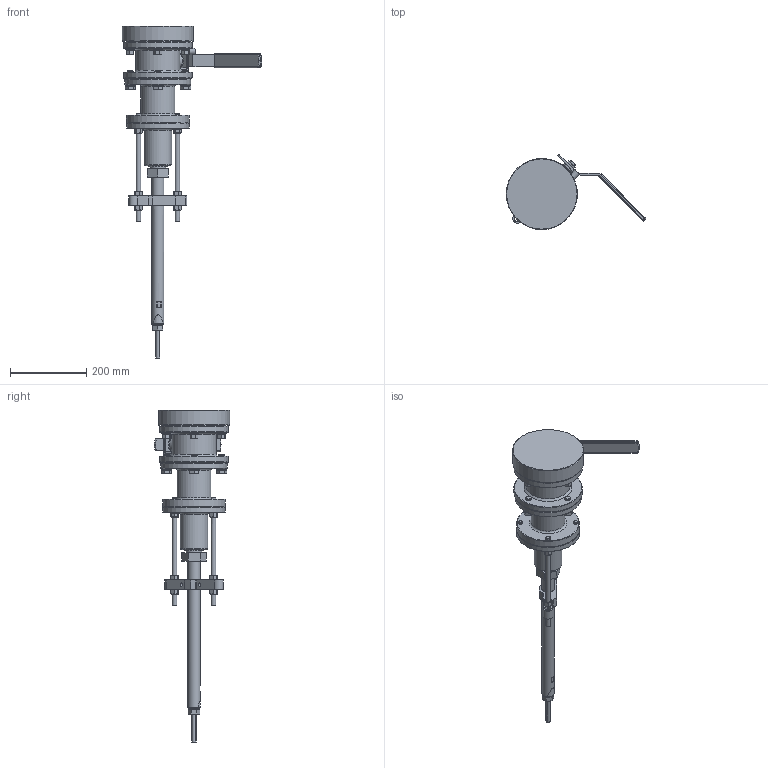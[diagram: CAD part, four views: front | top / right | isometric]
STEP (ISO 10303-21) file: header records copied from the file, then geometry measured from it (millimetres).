
FILE_DESCRIPTION (( 'STEP AP214' ), '1' );
FILE_NAME ('SB-60-SA with sensor in upper pos Customer version.STEP', '2018-06-19T07:53:42', ( '' ), ( '' ), 'SwSTEP 2.0', 'SolidWorks 2018', '' );
FILE_SCHEMA (( 'AUTOMOTIVE_DESIGN' ));
Length unit declared in the file: millimetre
Products named in the file (1): SB-60-SA with sensor in upper pos Customer version
Bounding box: 366.65 x 197.8 x 873.32 mm (x, y, z)
Volume: 5426098.8 mm3; surface area: 544096.5 mm2
Topology: 29 solids, 34 shells, 1199 faces, 2874 edges, 1789 vertices
Faces by surface type: plane 551, cylinder 215, cone 212, bspline 151, torus 58, sphere 12
Full cylindrical faces by diameter (mm): 6.8 x2, 9 x2, 10 x8, 10.2 x4, 10.5 x4, 12 x30, 12.5 x4, 13.5 x4, 14 x1, 14.5 x6, 15 x4, 16 x5, 16.5 x1, 17 x4, 17.5 x1, 18 x2, 23 x1, 24 x10, 32 x2, 33 x1, 42 x1, 50 x1, 73 x1, 89 x1, 104.8 x1, 114 x1, 165 x2, 174 x1, 187 x1
Entity records: 53677 total; most frequent: CARTESIAN_POINT 15027, ORIENTED_EDGE 5236, DIRECTION 4758, EDGE_CURVE 2618, AXIS2_PLACEMENT_3D 1815, VERTEX_POINT 1722, EDGE_LOOP 1512, FACE_OUTER_BOUND 1322
